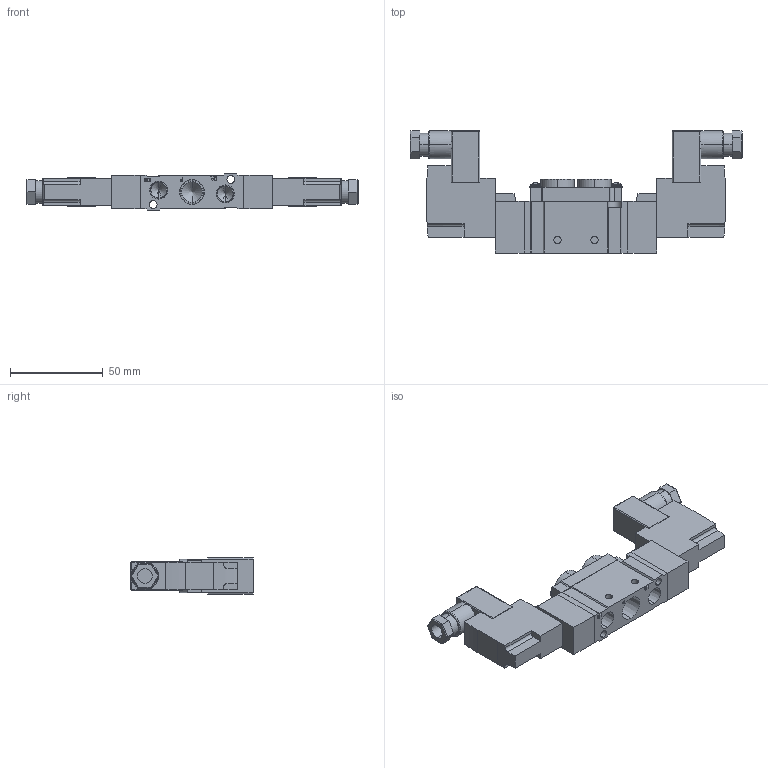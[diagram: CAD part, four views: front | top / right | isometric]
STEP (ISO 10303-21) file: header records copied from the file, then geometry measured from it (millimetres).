
FILE_DESCRIPTION (( 'STEP AP214' ), '1' );
FILE_NAME ('SY7220-5DZ-02F.step.step', '2011-05-25T07:57:50', ( 'sysAdmin' ), ( 'SolidWorks' ), 'SwSTEP 2.0', 'SolidWorks 2011', '' );
FILE_SCHEMA (( 'AUTOMOTIVE_DESIGN' ));
Length unit declared in the file: millimetre
Products named in the file (9): SY7220-5DZ-02F.step_3mm screw head_90317A111; SY7220-5DZ-02F.step_1115DIN Conn; SY7220-5DZ-02F.step_1115Ccoil; SY7220-5DZ-02F.step_MAN-OP_Yellow_P; SY7220-5DZ-02F.step_MAN-OP_Blue_P; SY7220-5DZ-02F.step_SY71804operend_SingleA-D; SY7220-5DZ-02F.step_SY7000-6-1_02; SY7220-5DZ-02F.step_SY71804BLOCK_20; SY7220-5DZ-02F.step
Assembly tree (12 placements, depth 2):
  SY7220-5DZ-02F.step
    SY7220-5DZ-02F.step_SY71804operend_SingleA-D  x2
    SY7220-5DZ-02F.step_1115Ccoil  x2
    SY7220-5DZ-02F.step_1115DIN Conn  x2
    SY7220-5DZ-02F.step_SY71804BLOCK_20
    SY7220-5DZ-02F.step_3mm screw head_90317A111  x2
    SY7220-5DZ-02F.step_SY7000-6-1_02
    SY7220-5DZ-02F.step_MAN-OP_Blue_P
    SY7220-5DZ-02F.step_MAN-OP_Yellow_P
Bounding box: 179.4 x 66 x 19.8 mm (x, y, z)
Volume: 99092.8 mm3; surface area: 34966.9 mm2
Topology: 14 solids, 14 shells, 532 faces, 1307 edges, 825 vertices
Faces by surface type: plane 309, cylinder 125, cone 44, bspline 30, torus 12, sphere 12
Entity records: 13559 total; most frequent: CARTESIAN_POINT 3544, ORIENTED_EDGE 1830, DIRECTION 1813, EDGE_CURVE 915, VECTOR 621, LINE 621, AXIS2_PLACEMENT_3D 596, VERTEX_POINT 593
